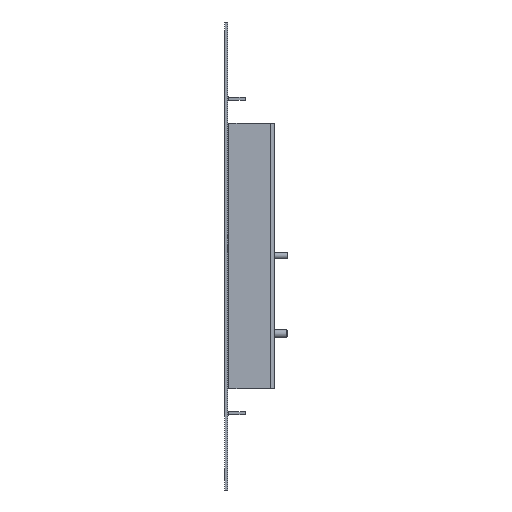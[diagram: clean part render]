
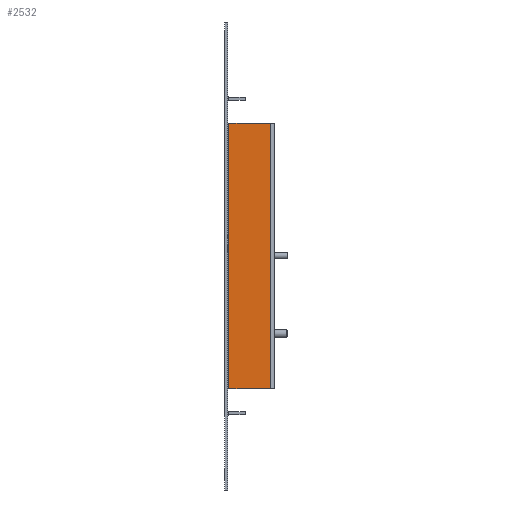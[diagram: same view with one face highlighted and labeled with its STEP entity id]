
A CAD part, left-side view. The second image highlights one B-rep face of the part: STEP entity #2532.
In plain terms, the highlighted planar face has unit normal (-1, 0, 0).
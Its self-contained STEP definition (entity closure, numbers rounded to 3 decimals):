
#51 = CARTESIAN_POINT ( 'NONE',  ( -101.85, 0., -85. ) ) ;
#53 = VECTOR ( 'NONE', #135, 1000. ) ;
#135 = DIRECTION ( 'NONE',  ( 0., 1., 0. ) ) ;
#198 = EDGE_CURVE ( 'NONE', #1237, #1350, #3177, .T. ) ;
#200 = ORIENTED_EDGE ( 'NONE', *, *, #4896, .T. ) ;
#646 = VECTOR ( 'NONE', #1670, 1000. ) ;
#918 = PLANE ( 'NONE',  #3451 ) ;
#1234 = CARTESIAN_POINT ( 'NONE',  ( -101.85, -0.6, -85. ) ) ;
#1237 = VERTEX_POINT ( 'NONE', #5505 ) ;
#1261 = CARTESIAN_POINT ( 'NONE',  ( -101.85, -0.6, -85. ) ) ;
#1303 = DIRECTION ( 'NONE',  ( 0., -1., 0. ) ) ;
#1340 = EDGE_LOOP ( 'NONE', ( #3876, #200, #4293, #3571 ) ) ;
#1350 = VERTEX_POINT ( 'NONE', #5136 ) ;
#1553 = CARTESIAN_POINT ( 'NONE',  ( -101.85, -28., 85. ) ) ;
#1636 = CARTESIAN_POINT ( 'NONE',  ( -101.85, -27.4, -85. ) ) ;
#1654 = LINE ( 'NONE', #1234, #646 ) ;
#1670 = DIRECTION ( 'NONE',  ( 0., 0., 1. ) ) ;
#1969 = VECTOR ( 'NONE', #5663, 1000. ) ;
#2532 = ADVANCED_FACE ( 'NONE', ( #4584 ), #918, .T. ) ;
#2987 = LINE ( 'NONE', #51, #53 ) ;
#2996 = DIRECTION ( 'NONE',  ( 0., 0., 1. ) ) ;
#3136 = DIRECTION ( 'NONE',  ( -1., 0., 0. ) ) ;
#3177 = LINE ( 'NONE', #1553, #1969 ) ;
#3451 = AXIS2_PLACEMENT_3D ( 'NONE', #4054, #3136, #1303 ) ;
#3560 = EDGE_CURVE ( 'NONE', #4114, #1237, #1654, .T. ) ;
#3571 = ORIENTED_EDGE ( 'NONE', *, *, #3560, .F. ) ;
#3668 = CARTESIAN_POINT ( 'NONE',  ( -101.85, -27.4, -85. ) ) ;
#3876 = ORIENTED_EDGE ( 'NONE', *, *, #5353, .F. ) ;
#4054 = CARTESIAN_POINT ( 'NONE',  ( -101.85, -28., -85. ) ) ;
#4062 = LINE ( 'NONE', #1636, #5604 ) ;
#4114 = VERTEX_POINT ( 'NONE', #1261 ) ;
#4293 = ORIENTED_EDGE ( 'NONE', *, *, #198, .F. ) ;
#4584 = FACE_OUTER_BOUND ( 'NONE', #1340, .T. ) ;
#4896 = EDGE_CURVE ( 'NONE', #5879, #1350, #4062, .T. ) ;
#5136 = CARTESIAN_POINT ( 'NONE',  ( -101.85, -27.4, 85. ) ) ;
#5353 = EDGE_CURVE ( 'NONE', #5879, #4114, #2987, .T. ) ;
#5505 = CARTESIAN_POINT ( 'NONE',  ( -101.85, -0.6, 85. ) ) ;
#5604 = VECTOR ( 'NONE', #2996, 1000. ) ;
#5663 = DIRECTION ( 'NONE',  ( 0., -1., 0. ) ) ;
#5879 = VERTEX_POINT ( 'NONE', #3668 ) ;
